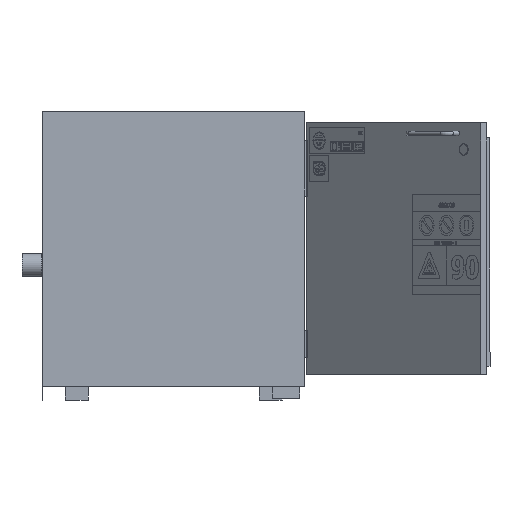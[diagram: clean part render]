
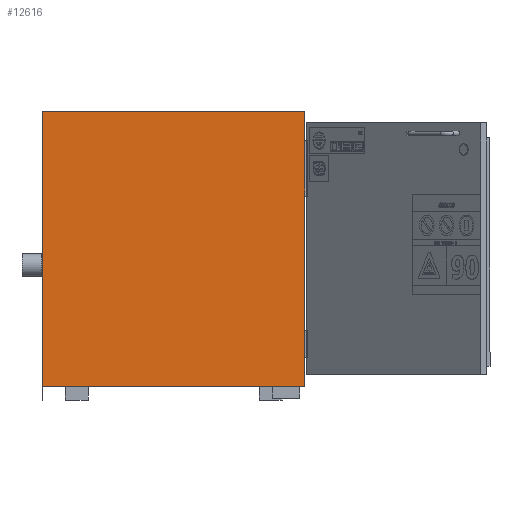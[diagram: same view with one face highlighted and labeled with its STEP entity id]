
A CAD part, left-side view. The second image highlights one B-rep face of the part: STEP entity #12616.
In plain terms, the highlighted planar face has unit normal (-1, 0, 0).
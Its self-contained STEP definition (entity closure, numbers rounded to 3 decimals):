
#856=FACE_OUTER_BOUND('',#1575,.T.);
#1575=EDGE_LOOP('',(#8316,#8317,#8318,#8319,#8320,#8321));
#2391=LINE('',#16877,#3731);
#2410=LINE('',#16917,#3750);
#2412=LINE('',#16921,#3752);
#2479=LINE('',#17058,#3819);
#2524=LINE('',#17172,#3864);
#2525=LINE('',#17173,#3865);
#3731=VECTOR('',#14144,10.);
#3750=VECTOR('',#14179,10.);
#3752=VECTOR('',#14183,10.);
#3819=VECTOR('',#14298,10.);
#3864=VECTOR('',#14415,10.);
#3865=VECTOR('',#14416,10.);
#5056=VERTEX_POINT('',#16875);
#5057=VERTEX_POINT('',#16876);
#5070=VERTEX_POINT('',#16915);
#5071=VERTEX_POINT('',#16919);
#5117=VERTEX_POINT('',#17056);
#5150=VERTEX_POINT('',#17171);
#6245=EDGE_CURVE('',#5056,#5057,#2391,.T.);
#6266=EDGE_CURVE('',#5056,#5070,#2410,.T.);
#6268=EDGE_CURVE('',#5071,#5070,#2412,.T.);
#6335=EDGE_CURVE('',#5117,#5071,#2479,.T.);
#6386=EDGE_CURVE('',#5150,#5117,#2524,.T.);
#6387=EDGE_CURVE('',#5057,#5150,#2525,.T.);
#8316=ORIENTED_EDGE('',*,*,#6386,.F.);
#8317=ORIENTED_EDGE('',*,*,#6387,.F.);
#8318=ORIENTED_EDGE('',*,*,#6245,.F.);
#8319=ORIENTED_EDGE('',*,*,#6266,.T.);
#8320=ORIENTED_EDGE('',*,*,#6268,.F.);
#8321=ORIENTED_EDGE('',*,*,#6335,.F.);
#11454=PLANE('',#13426);
#12616=ADVANCED_FACE('',(#856),#11454,.T.);
#13426=AXIS2_PLACEMENT_3D('',#17170,#14413,#14414);
#14144=DIRECTION('',(0.,0.,1.));
#14179=DIRECTION('',(0.,-1.,0.));
#14183=DIRECTION('',(0.,0.,-1.));
#14298=DIRECTION('',(0.,1.,0.));
#14413=DIRECTION('center_axis',(-1.,0.,0.));
#14414=DIRECTION('ref_axis',(0.,-1.,0.));
#14415=DIRECTION('',(0.,0.,-1.));
#14416=DIRECTION('',(0.,-1.,0.));
#16875=CARTESIAN_POINT('',(-296.5,287.,-330.44));
#16876=CARTESIAN_POINT('',(-296.5,287.,300.44));
#16877=CARTESIAN_POINT('',(-296.5,287.,0.));
#16915=CARTESIAN_POINT('',(-296.5,286.9,-330.44));
#16917=CARTESIAN_POINT('',(-296.5,287.,-330.44));
#16919=CARTESIAN_POINT('',(-296.5,286.9,-300.44));
#16921=CARTESIAN_POINT('',(-296.5,286.9,-330.44));
#17056=CARTESIAN_POINT('',(-296.5,-287.,-300.44));
#17058=CARTESIAN_POINT('',(-296.5,287.,-300.44));
#17170=CARTESIAN_POINT('Origin',(-296.5,287.,0.));
#17171=CARTESIAN_POINT('',(-296.5,-287.,300.44));
#17172=CARTESIAN_POINT('',(-296.5,-287.,0.));
#17173=CARTESIAN_POINT('',(-296.5,287.,300.44));
